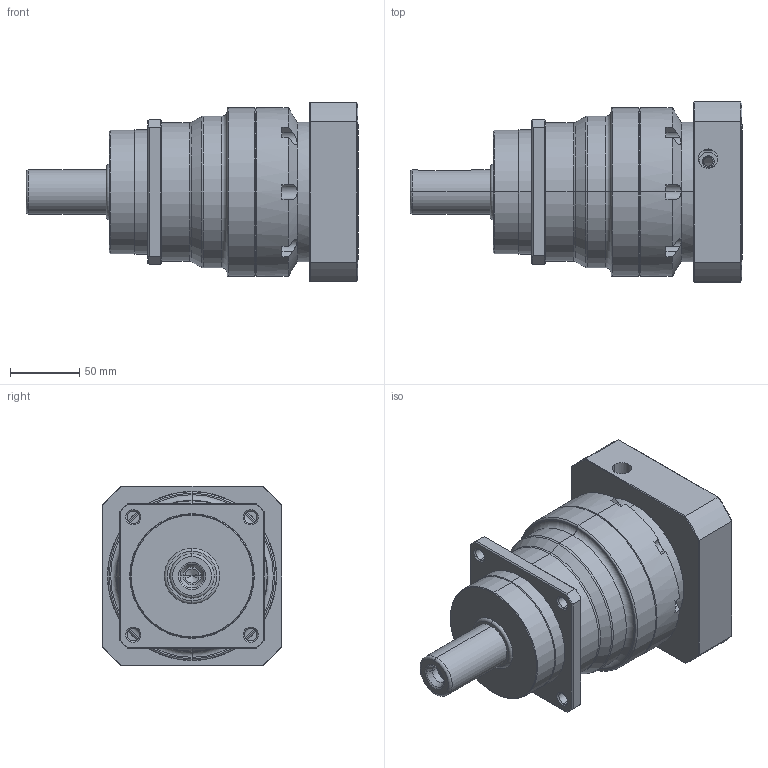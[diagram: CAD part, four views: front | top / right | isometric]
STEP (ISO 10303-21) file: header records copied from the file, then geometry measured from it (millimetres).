
FILE_DESCRIPTION (( 'STEP AP203' ), '1' );
FILE_NAME ('TF100-L1.STEP', '2020-10-26T08:39:34', ( 'Windows 蚚誧' ), ( 'Microsoft' ), 'SwSTEP 2.0', 'SolidWorks 2017', '' );
FILE_SCHEMA (( 'CONFIG_CONTROL_DESIGN' ));
Length unit declared in the file: millimetre
Products named in the file (7): TF100-L1; TB115-010-08-001; TB115-000-12-001; TF100-010-05-001; TF100-000-01-001; TF100-000-03-001; 115-19-95-115
Assembly tree (6 placements, depth 2):
  TF100-L1
    TF100-000-01-001
    TF100-000-03-001
    TF100-010-05-001
    TB115-000-12-001
    TB115-010-08-001
    115-19-95-115
Bounding box: 239.8 x 130 x 130 mm (x, y, z)
Volume: 1627034.5 mm3; surface area: 210662.1 mm2
Topology: 6 solids, 7 shells, 544 faces, 1299 edges, 775 vertices
Faces by surface type: cone 207, cylinder 197, plane 122, torus 18
Entity records: 17016 total; most frequent: CARTESIAN_POINT 3623, DIRECTION 2821, ORIENTED_EDGE 2522, EDGE_CURVE 1261, AXIS2_PLACEMENT_3D 1147, VERTEX_POINT 775, EDGE_LOOP 636, CIRCLE 594
